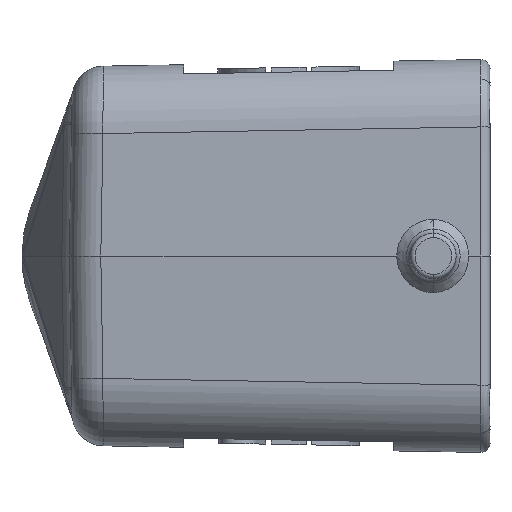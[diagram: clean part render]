
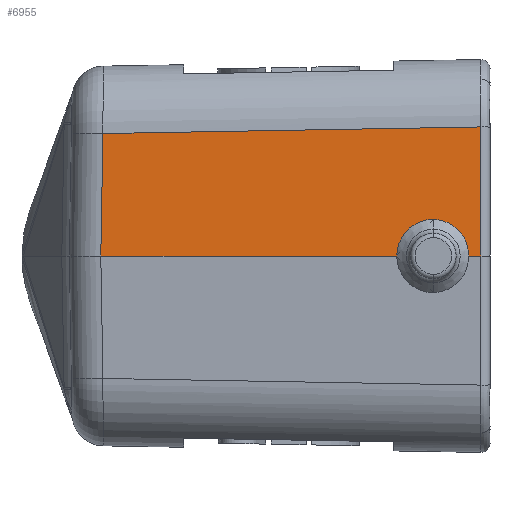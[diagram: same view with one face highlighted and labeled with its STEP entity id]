
A CAD part, left-side view. The second image highlights one B-rep face of the part: STEP entity #6955.
In plain terms, the highlighted planar face has unit normal (-1, 0.018, 0.017).
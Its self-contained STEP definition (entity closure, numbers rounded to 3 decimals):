
#200=CARTESIAN_POINT('',(-29.736,1.017,14.114));
#206=CARTESIAN_POINT('',(-29.822,6.2,4.));
#207=CARTESIAN_POINT('',(-29.827,5.899,3.995));
#208=CARTESIAN_POINT('',(-29.839,5.316,3.917));
#209=CARTESIAN_POINT('',(-29.859,4.482,3.608));
#210=CARTESIAN_POINT('',(-29.88,3.742,3.123));
#211=CARTESIAN_POINT('',(-29.902,3.128,2.487));
#212=CARTESIAN_POINT('',(-29.923,2.669,1.731));
#213=CARTESIAN_POINT('',(-29.943,2.389,0.886));
#214=CARTESIAN_POINT('',(-29.954,2.332,0.301));
#215=CARTESIAN_POINT('',(-29.959,2.337,
0.));
#217=DIRECTION('',(0.,-0.707,0.707));
#218=VECTOR('',#217,5.657);
#219=CARTESIAN_POINT('',(-29.822,10.2,
0.));
#220=LINE('',#219,#218);
#221=DIRECTION('',(-0.017,0.017,-1.));
#222=VECTOR('',#221,13.397);
#223=CARTESIAN_POINT('',(-29.027,42.328,13.393));
#224=LINE('',#223,#222);
#225=DIRECTION('',(0.017,1.,-0.017));
#226=VECTOR('',#225,41.323);
#227=CARTESIAN_POINT('',(-29.736,1.017,14.114));
#228=LINE('',#227,#226);
#237=DIRECTION('',(0.017,1.,0.));
#238=VECTOR('',#237,32.367);
#239=CARTESIAN_POINT('',(-29.822,10.2,
0.));
#240=LINE('',#239,#238);
#256=DIRECTION('',(0.017,1.,0.));
#257=VECTOR('',#256,1.319);
#258=CARTESIAN_POINT('',(-29.982,1.019,
0.));
#259=LINE('',#258,#257);
#691=CARTESIAN_POINT('',(-29.982,1.019,
0.));
#698=DIRECTION('',(-0.017,0.,-1.));
#699=VECTOR('',#698,14.116);
#700=CARTESIAN_POINT('',(-29.736,1.017,14.114));
#701=LINE('',#700,#699);
#3176=CARTESIAN_POINT('',(-29.027,42.328,13.393));
#3193=CARTESIAN_POINT('',(-29.257,42.562,
0.));
#5651=VERTEX_POINT('',#200);
#5693=CARTESIAN_POINT('',(-29.822,10.2,0.));
#5694=CARTESIAN_POINT('',(-29.822,6.201,4.));
#5695=VERTEX_POINT('',#5693);
#5696=VERTEX_POINT('',#5694);
#5874=VERTEX_POINT('',#3193);
#5962=VERTEX_POINT('',#3176);
#6314=VERTEX_POINT('',#691);
#6539=VERTEX_POINT('',#215);
#6935=CARTESIAN_POINT('',(-29.607,0.,22.544));
#6936=DIRECTION('',(-1.,0.017,0.017));
#6937=DIRECTION('',(-0.017,-1.,0.));
#6938=AXIS2_PLACEMENT_3D('',#6935,#6936,#6937);
#6939=PLANE('',#6938);
#6941=ORIENTED_EDGE('',*,*,#6940,.T.);
#6943=ORIENTED_EDGE('',*,*,#6942,.F.);
#6945=ORIENTED_EDGE('',*,*,#6944,.F.);
#6947=ORIENTED_EDGE('',*,*,#6946,.T.);
#6949=ORIENTED_EDGE('',*,*,#6948,.F.);
#6950=ORIENTED_EDGE('',*,*,#6916,.F.);
#6952=ORIENTED_EDGE('',*,*,#6951,.T.);
#6953=EDGE_LOOP('',(#6941,#6943,#6945,#6947,#6949,#6950,#6952));
#6954=FACE_OUTER_BOUND('',#6953,.F.);
#216=B_SPLINE_CURVE_WITH_KNOTS('',3,(#206,#207,#208,#209,#210,#211,#212,#213,
#214,#215),.UNSPECIFIED.,.F.,.F.,(4,1,1,1,1,1,1,4),(0.,0.143,
0.286,0.429,0.571,0.714,
0.857,1.),.UNSPECIFIED.);
#6916=EDGE_CURVE('',#5651,#5962,#228,.T.);
#6940=EDGE_CURVE('',#6314,#6539,#259,.T.);
#6942=EDGE_CURVE('',#5696,#6539,#216,.T.);
#6944=EDGE_CURVE('',#5695,#5696,#220,.T.);
#6946=EDGE_CURVE('',#5695,#5874,#240,.T.);
#6948=EDGE_CURVE('',#5962,#5874,#224,.T.);
#6951=EDGE_CURVE('',#5651,#6314,#701,.T.);
#6955=ADVANCED_FACE('',(#6954),#6939,.T.);
